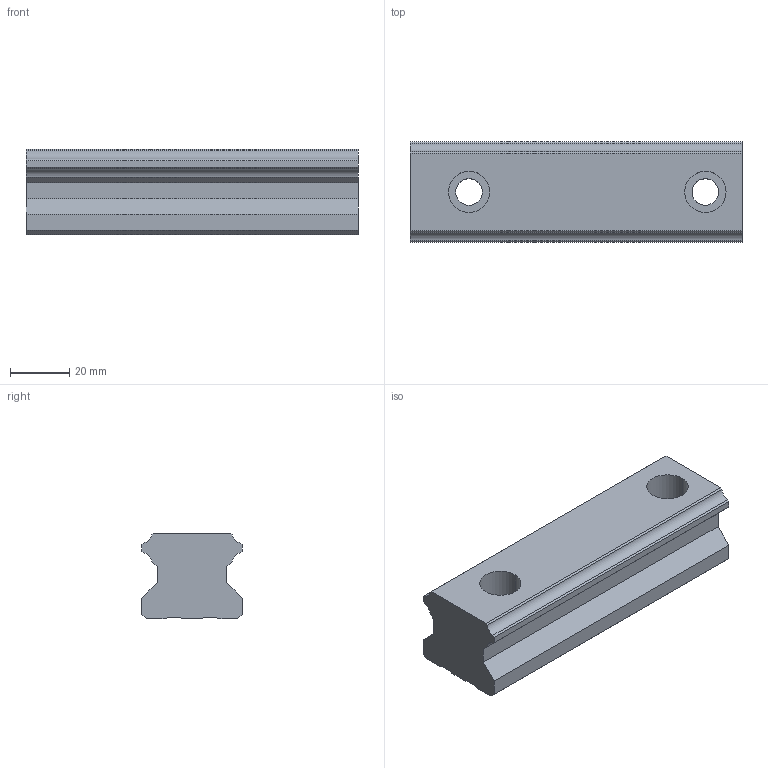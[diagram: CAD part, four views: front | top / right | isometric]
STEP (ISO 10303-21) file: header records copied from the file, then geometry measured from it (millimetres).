
FILE_DESCRIPTION(('starvars output'),'2;1');
FILE_NAME('cv20170705023632000001370.stp','02:36:32 2017/07/05',( 'Thomas Industrial Network Germany GmbH'),( 'Thomas Industrial Network Germany GmbH'),'unknown preprocess','ACIS' ,'unknown authorization');
FILE_SCHEMA(('CONFIG_CONTROL_DESIGN {UNKNOWN IMPLEMENTATION LEVEL}'));
Length unit declared in the file: millimetre
Products named in the file (1): PRODUCT_ID_1
Bounding box: 112.4 x 34 x 29 mm (x, y, z)
Volume: 89149.8 mm3; surface area: 18086.3 mm2
Topology: 1 solids, 1 shells, 50 faces, 144 edges, 96 vertices
Faces by surface type: plane 38, cylinder 12
Entity records: 1579 total; most frequent: ORIENTED_EDGE 288, CARTESIAN_POINT 256, DIRECTION 224, EDGE_CURVE 144, VERTEX_POINT 96, VECTOR 96, LINE 96, AXIS2_PLACEMENT_3D 64
